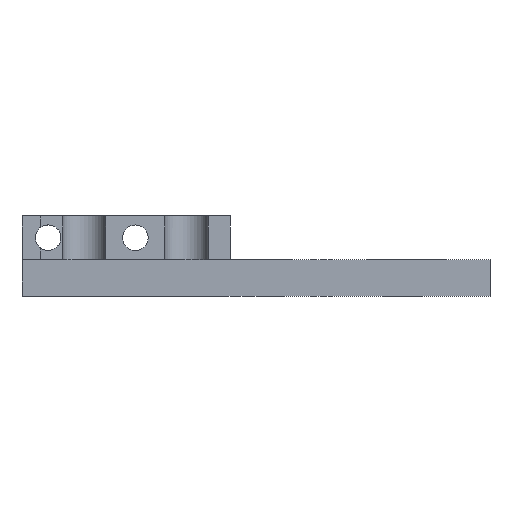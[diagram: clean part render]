
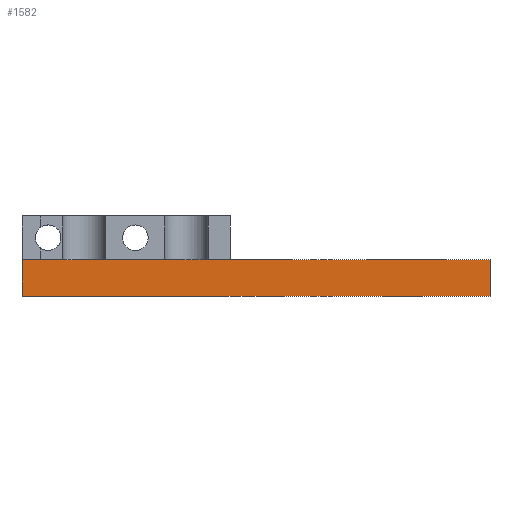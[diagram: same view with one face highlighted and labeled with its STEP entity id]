
A CAD part, front view. The second image highlights one B-rep face of the part: STEP entity #1582.
In plain terms, the highlighted planar face has unit normal (0, -1, 0).
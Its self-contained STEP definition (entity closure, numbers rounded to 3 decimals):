
#102=PLANE('',#1732);
#180=FACE_OUTER_BOUND('',#285,.T.);
#285=EDGE_LOOP('',(#1482,#1483,#1484,#1485));
#341=LINE('',#2309,#513);
#408=LINE('',#2484,#580);
#413=LINE('',#2509,#585);
#457=LINE('',#2605,#629);
#513=VECTOR('',#1856,10.);
#580=VECTOR('',#2023,10.);
#585=VECTOR('',#2048,10.);
#629=VECTOR('',#2158,10.);
#734=VERTEX_POINT('',#2306);
#735=VERTEX_POINT('',#2308);
#792=VERTEX_POINT('',#2481);
#793=VERTEX_POINT('',#2483);
#895=EDGE_CURVE('',#734,#735,#341,.T.);
#983=EDGE_CURVE('',#793,#792,#408,.T.);
#996=EDGE_CURVE('',#793,#734,#413,.T.);
#1043=EDGE_CURVE('',#792,#735,#457,.T.);
#1482=ORIENTED_EDGE('',*,*,#983,.T.);
#1483=ORIENTED_EDGE('',*,*,#1043,.T.);
#1484=ORIENTED_EDGE('',*,*,#895,.F.);
#1485=ORIENTED_EDGE('',*,*,#996,.F.);
#1582=ADVANCED_FACE('',(#180),#102,.T.);
#1732=AXIS2_PLACEMENT_3D('',#2606,#2159,#2160);
#1856=DIRECTION('',(1.,0.,0.));
#2023=DIRECTION('',(1.,0.,0.));
#2048=DIRECTION('',(0.,0.,1.));
#2158=DIRECTION('',(0.,0.,1.));
#2159=DIRECTION('center_axis',(0.,-1.,0.));
#2160=DIRECTION('ref_axis',(1.,0.,0.));
#2306=CARTESIAN_POINT('',(-32.,-32.,5.));
#2308=CARTESIAN_POINT('',(32.,-32.,5.));
#2309=CARTESIAN_POINT('',(-32.,-32.,5.));
#2481=CARTESIAN_POINT('',(32.,-32.,0.));
#2483=CARTESIAN_POINT('',(-32.,-32.,0.));
#2484=CARTESIAN_POINT('',(-32.,-32.,0.));
#2509=CARTESIAN_POINT('',(-32.,-32.,0.));
#2605=CARTESIAN_POINT('',(32.,-32.,0.));
#2606=CARTESIAN_POINT('Origin',(-32.,-32.,0.));
